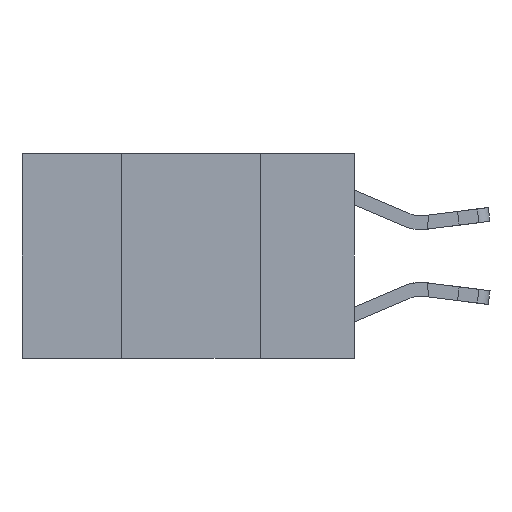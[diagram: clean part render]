
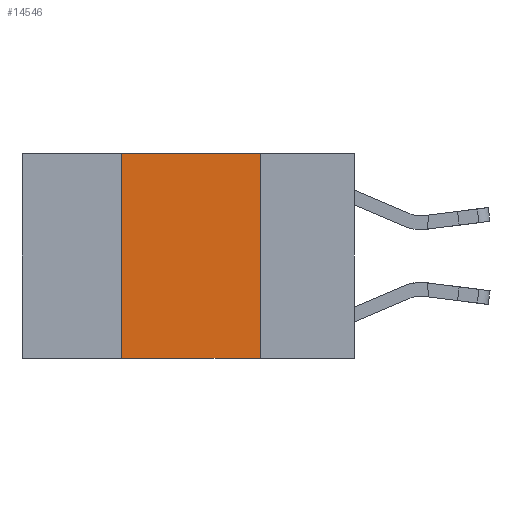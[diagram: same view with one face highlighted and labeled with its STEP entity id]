
A CAD part, left-side view. The second image highlights one B-rep face of the part: STEP entity #14546.
In plain terms, the highlighted planar face has unit normal (-1, 0, 0).
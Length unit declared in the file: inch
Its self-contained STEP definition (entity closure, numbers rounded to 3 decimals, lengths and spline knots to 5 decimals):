
#61 = LINE ( 'NONE', #15846, #26694 ) ;
#603 = CARTESIAN_POINT ( 'NONE',  ( 0., 0.6, -0.37 ) ) ;
#1360 = LINE ( 'NONE', #11271, #12299 ) ;
#2551 = DIRECTION ( 'NONE',  ( 0., 0., -1. ) ) ;
#2922 = LINE ( 'NONE', #20674, #9428 ) ;
#3479 = EDGE_CURVE ( 'NONE', #16898, #12590, #61, .T. ) ;
#3725 = EDGE_LOOP ( 'NONE', ( #22292, #6922, #18299, #21694 ) ) ;
#4850 = EDGE_CURVE ( 'NONE', #12590, #13598, #1360, .T. ) ;
#5174 = DIRECTION ( 'NONE',  ( 0., -1., 0. ) ) ;
#6922 = ORIENTED_EDGE ( 'NONE', *, *, #3479, .F. ) ;
#8590 = CARTESIAN_POINT ( 'NONE',  ( 0., 0.42, -0.37 ) ) ;
#8748 = VERTEX_POINT ( 'NONE', #8590 ) ;
#9428 = VECTOR ( 'NONE', #9972, 39.37008 ) ;
#9972 = DIRECTION ( 'NONE',  ( 0., 0., 1. ) ) ;
#10339 = CARTESIAN_POINT ( 'NONE',  ( 0., 0.17, -0.37 ) ) ;
#11271 = CARTESIAN_POINT ( 'NONE',  ( 0., 0.17, 0. ) ) ;
#11362 = DIRECTION ( 'NONE',  ( 0., 0., -1. ) ) ;
#12083 = EDGE_CURVE ( 'NONE', #8748, #13598, #23925, .T. ) ;
#12299 = VECTOR ( 'NONE', #11362, 39.37008 ) ;
#12542 = VECTOR ( 'NONE', #20081, 39.37008 ) ;
#12590 = VERTEX_POINT ( 'NONE', #23853 ) ;
#13315 = FACE_OUTER_BOUND ( 'NONE', #3725, .T. ) ;
#13387 = PLANE ( 'NONE',  #26777 ) ;
#13598 = VERTEX_POINT ( 'NONE', #10339 ) ;
#14546 = ADVANCED_FACE ( 'NONE', ( #13315 ), #13387, .F. ) ;
#15396 = CARTESIAN_POINT ( 'NONE',  ( 0., 0.6, 0. ) ) ;
#15476 = DIRECTION ( 'NONE',  ( 1., 0., 0. ) ) ;
#15846 = CARTESIAN_POINT ( 'NONE',  ( 0., 0.6, 0. ) ) ;
#16898 = VERTEX_POINT ( 'NONE', #20929 ) ;
#18299 = ORIENTED_EDGE ( 'NONE', *, *, #25497, .F. ) ;
#20081 = DIRECTION ( 'NONE',  ( 0., -1., 0. ) ) ;
#20674 = CARTESIAN_POINT ( 'NONE',  ( 0., 0.42, 0. ) ) ;
#20929 = CARTESIAN_POINT ( 'NONE',  ( 0., 0.42, 0. ) ) ;
#21694 = ORIENTED_EDGE ( 'NONE', *, *, #12083, .T. ) ;
#22292 = ORIENTED_EDGE ( 'NONE', *, *, #4850, .F. ) ;
#23853 = CARTESIAN_POINT ( 'NONE',  ( 0., 0.17, 0. ) ) ;
#23925 = LINE ( 'NONE', #603, #12542 ) ;
#25497 = EDGE_CURVE ( 'NONE', #8748, #16898, #2922, .T. ) ;
#26694 = VECTOR ( 'NONE', #5174, 39.37008 ) ;
#26777 = AXIS2_PLACEMENT_3D ( 'NONE', #15396, #15476, #2551 ) ;
